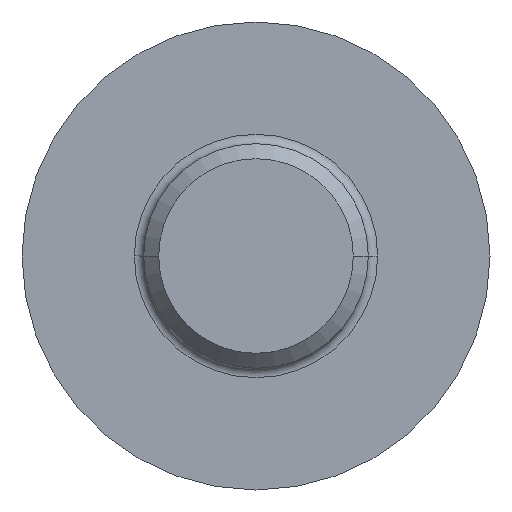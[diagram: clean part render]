
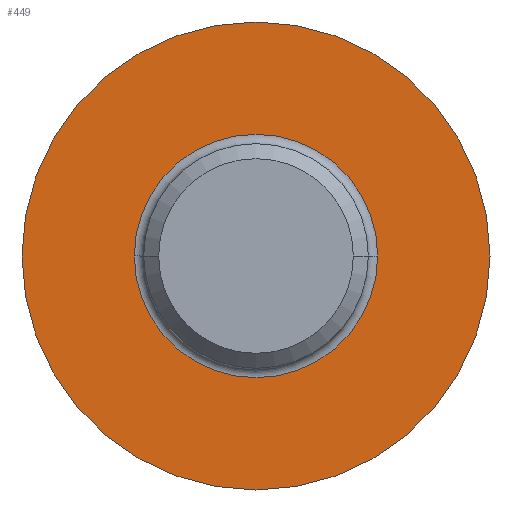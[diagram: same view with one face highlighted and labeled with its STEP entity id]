
A CAD part, front view. The second image highlights one B-rep face of the part: STEP entity #449.
In plain terms, the highlighted planar face has unit normal (0, -1, 0).
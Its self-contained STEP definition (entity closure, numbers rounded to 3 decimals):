
#2 = CARTESIAN_POINT ( 'NONE',  ( 3.25, 20., 0. ) ) ;
#3 = EDGE_CURVE ( 'NONE', #273, #259, #262, .T. ) ;
#18 = DIRECTION ( 'NONE',  ( 1., 0., 0. ) ) ;
#30 = AXIS2_PLACEMENT_3D ( 'NONE', #587, #533, #18 ) ;
#43 = EDGE_CURVE ( 'NONE', #71, #83, #124, .T. ) ;
#71 = VERTEX_POINT ( 'NONE', #734 ) ;
#83 = VERTEX_POINT ( 'NONE', #344 ) ;
#84 = ORIENTED_EDGE ( 'NONE', *, *, #412, .T. ) ;
#92 = CARTESIAN_POINT ( 'NONE',  ( 0., 20., 0. ) ) ;
#108 = AXIS2_PLACEMENT_3D ( 'NONE', #420, #705, #485 ) ;
#124 = CIRCLE ( 'NONE', #513, 6.25 ) ;
#161 = DIRECTION ( 'NONE',  ( 1., 0., 0. ) ) ;
#194 = AXIS2_PLACEMENT_3D ( 'NONE', #92, #426, #542 ) ;
#221 = AXIS2_PLACEMENT_3D ( 'NONE', #371, #276, #161 ) ;
#257 = FACE_OUTER_BOUND ( 'NONE', #438, .T. ) ;
#259 = VERTEX_POINT ( 'NONE', #315 ) ;
#262 = CIRCLE ( 'NONE', #30, 3.25 ) ;
#273 = VERTEX_POINT ( 'NONE', #2 ) ;
#276 = DIRECTION ( 'NONE',  ( 0., -1., 0. ) ) ;
#294 = CIRCLE ( 'NONE', #221, 3.25 ) ;
#299 = CARTESIAN_POINT ( 'NONE',  ( 0., 20., 0. ) ) ;
#315 = CARTESIAN_POINT ( 'NONE',  ( -3.25, 20., 0. ) ) ;
#332 = ORIENTED_EDGE ( 'NONE', *, *, #3, .F. ) ;
#344 = CARTESIAN_POINT ( 'NONE',  ( 6.25, 20., 0. ) ) ;
#354 = DIRECTION ( 'NONE',  ( 0., -1., 0. ) ) ;
#366 = FACE_BOUND ( 'NONE', #554, .T. ) ;
#371 = CARTESIAN_POINT ( 'NONE',  ( 0., 20., 0. ) ) ;
#375 = ORIENTED_EDGE ( 'NONE', *, *, #523, .F. ) ;
#386 = ORIENTED_EDGE ( 'NONE', *, *, #43, .T. ) ;
#412 = EDGE_CURVE ( 'NONE', #83, #71, #456, .T. ) ;
#420 = CARTESIAN_POINT ( 'NONE',  ( 3.25, 20., 0. ) ) ;
#426 = DIRECTION ( 'NONE',  ( 0., -1., 0. ) ) ;
#438 = EDGE_LOOP ( 'NONE', ( #84, #386 ) ) ;
#449 = ADVANCED_FACE ( 'NONE', ( #257, #366 ), #590, .T. ) ;
#456 = CIRCLE ( 'NONE', #194, 6.25 ) ;
#485 = DIRECTION ( 'NONE',  ( 1., 0., 0. ) ) ;
#513 = AXIS2_PLACEMENT_3D ( 'NONE', #299, #354, #698 ) ;
#523 = EDGE_CURVE ( 'NONE', #259, #273, #294, .T. ) ;
#533 = DIRECTION ( 'NONE',  ( 0., -1., 0. ) ) ;
#542 = DIRECTION ( 'NONE',  ( 1., 0., 0. ) ) ;
#554 = EDGE_LOOP ( 'NONE', ( #332, #375 ) ) ;
#587 = CARTESIAN_POINT ( 'NONE',  ( 0., 20., 0. ) ) ;
#590 = PLANE ( 'NONE',  #108 ) ;
#698 = DIRECTION ( 'NONE',  ( 1., 0., 0. ) ) ;
#705 = DIRECTION ( 'NONE',  ( 0., -1., 0. ) ) ;
#734 = CARTESIAN_POINT ( 'NONE',  ( -6.25, 20., 0. ) ) ;
